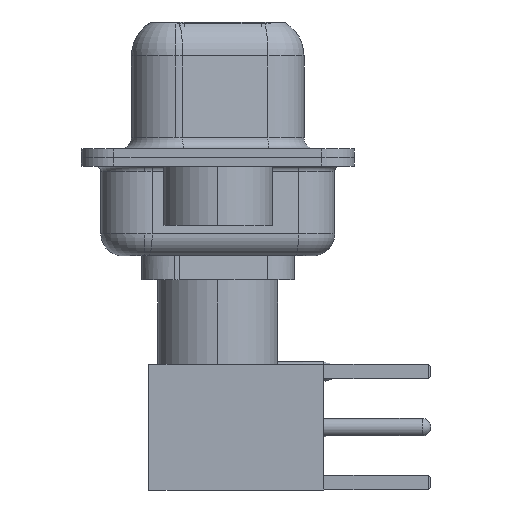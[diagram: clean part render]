
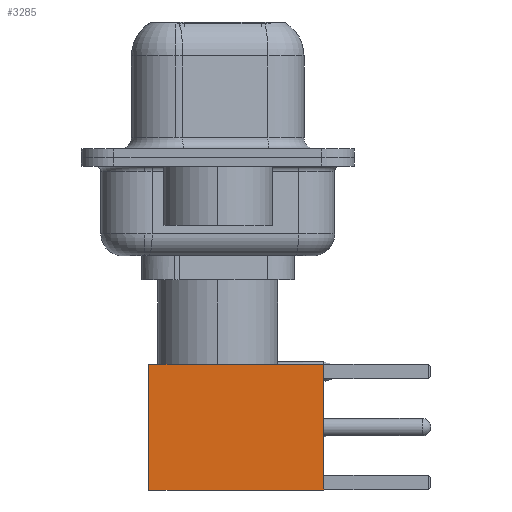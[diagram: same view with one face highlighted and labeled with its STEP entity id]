
A CAD part, left-side view. The second image highlights one B-rep face of the part: STEP entity #3285.
In plain terms, the highlighted face is planar.
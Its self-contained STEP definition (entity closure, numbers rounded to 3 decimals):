
#20 = EDGE_CURVE ( 'NONE', #13343, #14010, #10305, .T. ) ;
#378 = DIRECTION ( 'NONE',  ( -1., 0., 0. ) ) ;
#621 = CARTESIAN_POINT ( 'NONE',  ( -2.875, 2.875, 8. ) ) ;
#1259 = VECTOR ( 'NONE', #7288, 1000. ) ;
#1377 = DIRECTION ( 'NONE',  ( 0., 0., 1. ) ) ;
#2116 = VECTOR ( 'NONE', #378, 1000. ) ;
#2615 = DIRECTION ( 'NONE',  ( 0., 0., -1. ) ) ;
#3285 = ADVANCED_FACE ( 'NONE', ( #16495 ), #12453, .T. ) ;
#4970 = CARTESIAN_POINT ( 'NONE',  ( 2.875, 2.875, 0. ) ) ;
#5769 = VECTOR ( 'NONE', #2615, 1000. ) ;
#7288 = DIRECTION ( 'NONE',  ( -1., 0., 0. ) ) ;
#8602 = CARTESIAN_POINT ( 'NONE',  ( -2.875, 2.875, 0. ) ) ;
#9144 = CARTESIAN_POINT ( 'NONE',  ( 0., 2.875, 8. ) ) ;
#10251 = LINE ( 'NONE', #21537, #5769 ) ;
#10305 = LINE ( 'NONE', #12492, #15427 ) ;
#11563 = CARTESIAN_POINT ( 'NONE',  ( 2.875, 2.875, 8. ) ) ;
#12453 = PLANE ( 'NONE',  #15310 ) ;
#12492 = CARTESIAN_POINT ( 'NONE',  ( 2.875, 2.875, 0. ) ) ;
#12869 = EDGE_CURVE ( 'NONE', #13343, #23262, #20448, .T. ) ;
#13297 = CARTESIAN_POINT ( 'NONE',  ( 0., 2.875, 0. ) ) ;
#13343 = VERTEX_POINT ( 'NONE', #11563 ) ;
#13656 = LINE ( 'NONE', #13297, #2116 ) ;
#14010 = VERTEX_POINT ( 'NONE', #4970 ) ;
#14716 = EDGE_CURVE ( 'NONE', #14010, #20907, #13656, .T. ) ;
#15310 = AXIS2_PLACEMENT_3D ( 'NONE', #16017, #17980, #1377 ) ;
#15427 = VECTOR ( 'NONE', #21468, 1000. ) ;
#16017 = CARTESIAN_POINT ( 'NONE',  ( 2.875, 2.875, 0. ) ) ;
#16495 = FACE_OUTER_BOUND ( 'NONE', #23943, .T. ) ;
#17980 = DIRECTION ( 'NONE',  ( 0., 1., 0. ) ) ;
#19148 = ORIENTED_EDGE ( 'NONE', *, *, #20, .T. ) ;
#19697 = ORIENTED_EDGE ( 'NONE', *, *, #12869, .F. ) ;
#20448 = LINE ( 'NONE', #9144, #1259 ) ;
#20907 = VERTEX_POINT ( 'NONE', #8602 ) ;
#21167 = ORIENTED_EDGE ( 'NONE', *, *, #22818, .F. ) ;
#21468 = DIRECTION ( 'NONE',  ( 0., 0., -1. ) ) ;
#21537 = CARTESIAN_POINT ( 'NONE',  ( -2.875, 2.875, 0. ) ) ;
#22818 = EDGE_CURVE ( 'NONE', #23262, #20907, #10251, .T. ) ;
#23262 = VERTEX_POINT ( 'NONE', #621 ) ;
#23360 = ORIENTED_EDGE ( 'NONE', *, *, #14716, .T. ) ;
#23943 = EDGE_LOOP ( 'NONE', ( #19148, #23360, #21167, #19697 ) ) ;
